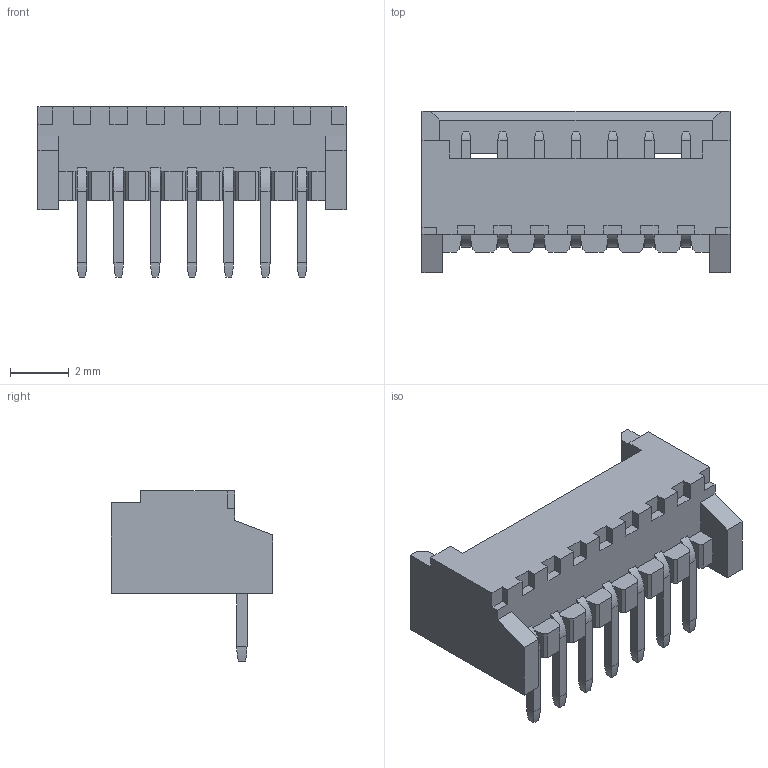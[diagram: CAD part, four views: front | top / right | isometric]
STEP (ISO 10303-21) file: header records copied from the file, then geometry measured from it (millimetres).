
FILE_DESCRIPTION((''),'2;1');
FILE_NAME('530480710','2016-08-16T',('rlalsangi'),(''),'PRO/ENGINEER BY PARAMETRIC TECHNOLOGY CORPORATION, 2012310','PRO/ENGINEER BY PARAMETRIC TECHNOLOGY CORPORATION, 2012310','');
FILE_SCHEMA(('CONFIG_CONTROL_DESIGN'));
Length unit declared in the file: millimetre
Products named in the file (1): 530480710
Bounding box: 10.5 x 5.5 x 5.8 mm (x, y, z)
Volume: 80 mm3; surface area: 310.2 mm2
Topology: 1 solids, 1 shells, 275 faces, 722 edges, 456 vertices
Faces by surface type: plane 212, bspline 56, cylinder 7
Entity records: 9650 total; most frequent: CARTESIAN_POINT 3120, ORIENTED_EDGE 1416, DIRECTION 1148, EDGE_CURVE 708, VECTOR 624, LINE 624, VERTEX_POINT 442, EDGE_LOOP 286
